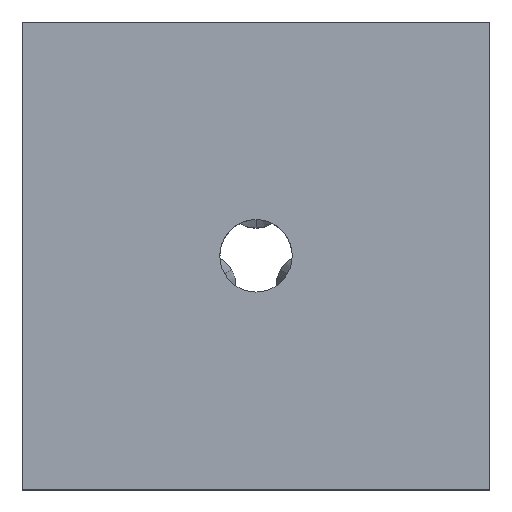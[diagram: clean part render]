
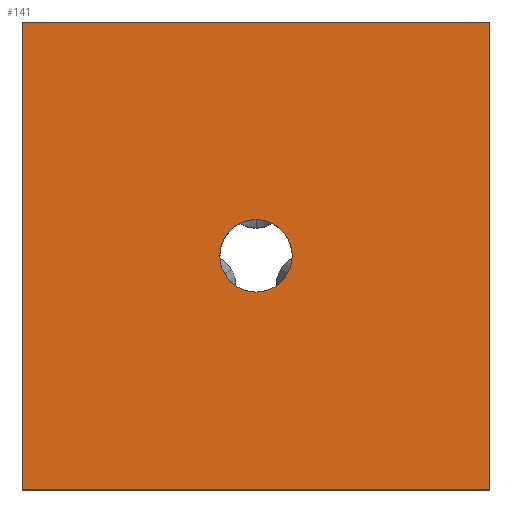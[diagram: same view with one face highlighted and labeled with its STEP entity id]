
A CAD part, top view. The second image highlights one B-rep face of the part: STEP entity #141.
In plain terms, the highlighted planar face has unit normal (0, 0, 1).
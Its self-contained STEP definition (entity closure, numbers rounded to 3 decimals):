
#24 = VERTEX_POINT('',#25);
#25 = CARTESIAN_POINT('',(-10.,10.,10.));
#31 = EDGE_CURVE('',#24,#32,#34,.T.);
#32 = VERTEX_POINT('',#33);
#33 = CARTESIAN_POINT('',(-10.,-10.,10.));
#34 = LINE('',#35,#36);
#35 = CARTESIAN_POINT('',(-10.,10.,10.));
#36 = VECTOR('',#37,1.);
#37 = DIRECTION('',(0.,-1.,0.));
#64 = VERTEX_POINT('',#65);
#65 = CARTESIAN_POINT('',(10.,10.,10.));
#71 = EDGE_CURVE('',#64,#24,#72,.T.);
#72 = LINE('',#73,#74);
#73 = CARTESIAN_POINT('',(10.,10.,10.));
#74 = VECTOR('',#75,1.);
#75 = DIRECTION('',(-1.,0.,0.));
#93 = EDGE_CURVE('',#32,#94,#96,.T.);
#94 = VERTEX_POINT('',#95);
#95 = CARTESIAN_POINT('',(10.,-10.,10.));
#96 = LINE('',#97,#98);
#97 = CARTESIAN_POINT('',(-10.,-10.,10.));
#98 = VECTOR('',#99,1.);
#99 = DIRECTION('',(1.,0.,0.));
#124 = EDGE_CURVE('',#94,#64,#125,.T.);
#125 = LINE('',#126,#127);
#126 = CARTESIAN_POINT('',(10.,-10.,10.));
#127 = VECTOR('',#128,1.);
#128 = DIRECTION('',(0.,1.,0.));
#141 = ADVANCED_FACE('',(#142,#148),#159,.T.);
#142 = FACE_BOUND('',#143,.T.);
#143 = EDGE_LOOP('',(#144,#145,#146,#147));
#144 = ORIENTED_EDGE('',*,*,#31,.T.);
#145 = ORIENTED_EDGE('',*,*,#93,.T.);
#146 = ORIENTED_EDGE('',*,*,#124,.T.);
#147 = ORIENTED_EDGE('',*,*,#71,.T.);
#148 = FACE_BOUND('',#149,.T.);
#149 = EDGE_LOOP('',(#150));
#150 = ORIENTED_EDGE('',*,*,#151,.F.);
#151 = EDGE_CURVE('',#152,#152,#154,.T.);
#152 = VERTEX_POINT('',#153);
#153 = CARTESIAN_POINT('',(1.55,0.,10.));
#154 = CIRCLE('',#155,1.55);
#155 = AXIS2_PLACEMENT_3D('',#156,#157,#158);
#156 = CARTESIAN_POINT('',(0.,0.,10.));
#157 = DIRECTION('',(0.,0.,1.));
#158 = DIRECTION('',(1.,0.,0.));
#159 = PLANE('',#160);
#160 = AXIS2_PLACEMENT_3D('',#161,#162,#163);
#161 = CARTESIAN_POINT('',(0.,0.,10.));
#162 = DIRECTION('',(0.,0.,1.));
#163 = DIRECTION('',(1.,0.,0.));
